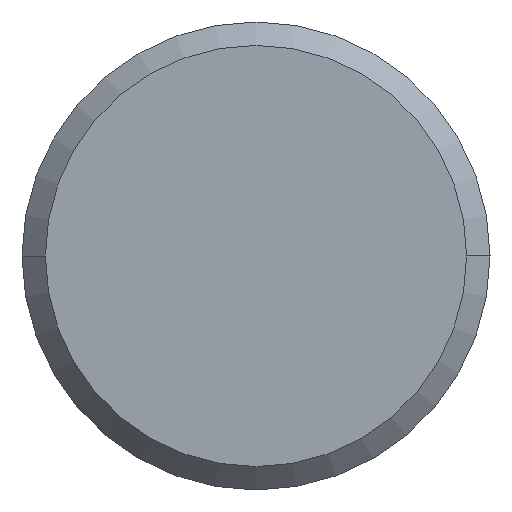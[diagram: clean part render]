
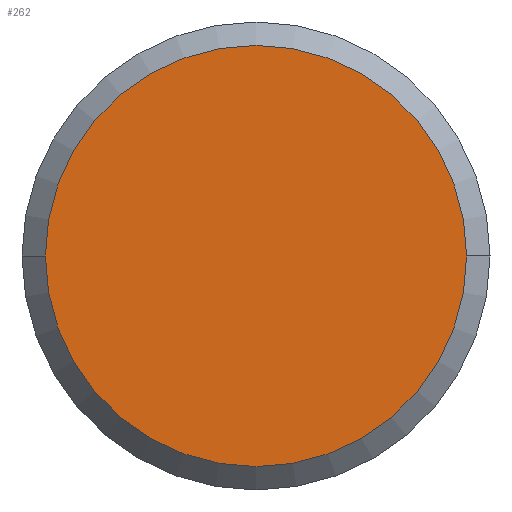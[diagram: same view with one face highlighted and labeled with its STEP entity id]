
A CAD part, left-side view. The second image highlights one B-rep face of the part: STEP entity #262.
In plain terms, the highlighted planar face has unit normal (-1, 0, 0).
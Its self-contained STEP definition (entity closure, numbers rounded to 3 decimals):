
#6 = EDGE_LOOP ( 'NONE', ( #375, #284 ) ) ;
#30 = DIRECTION ( 'NONE',  ( -1., 0., 0. ) ) ;
#36 = DIRECTION ( 'NONE',  ( -1., 0., 0. ) ) ;
#73 = CARTESIAN_POINT ( 'NONE',  ( 0., 0., 0. ) ) ;
#91 = DIRECTION ( 'NONE',  ( 0., -1., 0. ) ) ;
#120 = CARTESIAN_POINT ( 'NONE',  ( 0., 0., 0. ) ) ;
#139 = DIRECTION ( 'NONE',  ( -1., 0., 0. ) ) ;
#149 = CIRCLE ( 'NONE', #203, 4.5 ) ;
#171 = CARTESIAN_POINT ( 'NONE',  ( 0., 0., 0. ) ) ;
#181 = EDGE_CURVE ( 'NONE', #366, #297, #329, .T. ) ;
#198 = FACE_OUTER_BOUND ( 'NONE', #6, .T. ) ;
#203 = AXIS2_PLACEMENT_3D ( 'NONE', #171, #139, #310 ) ;
#238 = AXIS2_PLACEMENT_3D ( 'NONE', #73, #36, #333 ) ;
#243 = CARTESIAN_POINT ( 'NONE',  ( 0., 4.5, 0. ) ) ;
#262 = ADVANCED_FACE ( 'NONE', ( #198 ), #420, .T. ) ;
#284 = ORIENTED_EDGE ( 'NONE', *, *, #406, .T. ) ;
#297 = VERTEX_POINT ( 'NONE', #392 ) ;
#310 = DIRECTION ( 'NONE',  ( 0., -1., 0. ) ) ;
#329 = CIRCLE ( 'NONE', #383, 4.5 ) ;
#333 = DIRECTION ( 'NONE',  ( 0., -1., 0. ) ) ;
#366 = VERTEX_POINT ( 'NONE', #243 ) ;
#375 = ORIENTED_EDGE ( 'NONE', *, *, #181, .T. ) ;
#383 = AXIS2_PLACEMENT_3D ( 'NONE', #120, #30, #91 ) ;
#392 = CARTESIAN_POINT ( 'NONE',  ( 0., -4.5, 0. ) ) ;
#406 = EDGE_CURVE ( 'NONE', #297, #366, #149, .T. ) ;
#420 = PLANE ( 'NONE',  #238 ) ;
